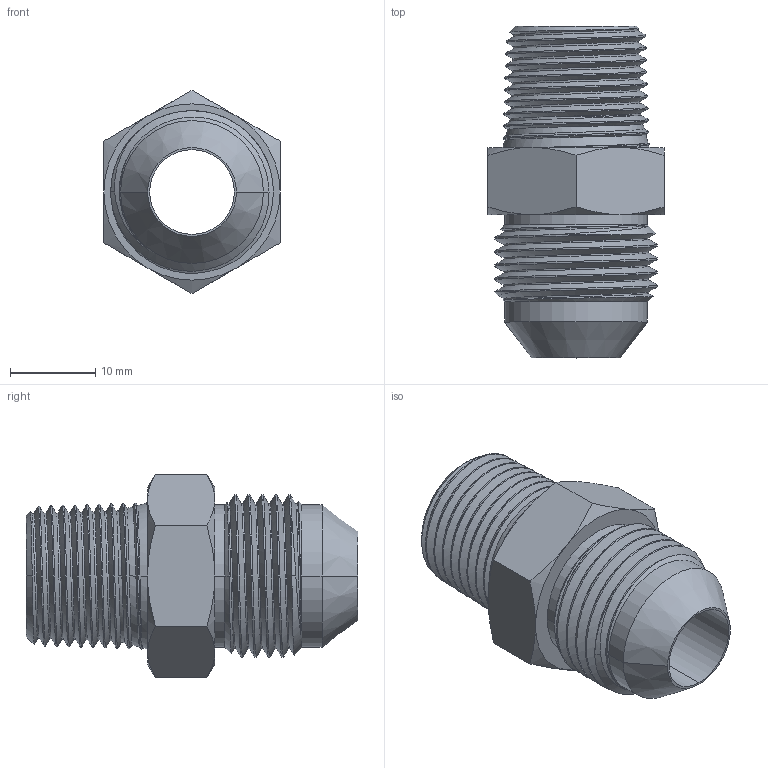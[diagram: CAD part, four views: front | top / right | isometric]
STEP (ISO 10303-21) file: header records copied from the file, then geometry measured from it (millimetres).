
FILE_DESCRIPTION(/* description */ (''),/* implementation_level */ '2;1');
FILE_NAME(/* name */ '2404-08-06.stp',/* time_stamp */ '2023-05-26T16:27:14-04:00',/* author */ ('esanner'),/* organization */ (''),/* preprocessor_version */ 'ST-DEVELOPER v19',/* originating_system */ 'AutoCAD Mechanical',/* authorisation */ '');
FILE_SCHEMA (('AUTOMOTIVE_DESIGN { 1 0 10303 214 3 1 1 }'));
Length unit declared in the file: millimetre
Products named in the file (1): Product
Bounding box: 20.64 x 38.86 x 23.83 mm (x, y, z)
Volume: 6370.6 mm3; surface area: 4528.4 mm2
Topology: 1 solids, 1 shells, 85 faces, 222 edges, 141 vertices
Faces by surface type: cone 49, cylinder 21, plane 10, bspline 5
Full cylindrical faces by diameter (mm): 16.988 x4
Entity records: 9125 total; most frequent: CARTESIAN_POINT 7294, ORIENTED_EDGE 444, DIRECTION 302, EDGE_CURVE 222, VERTEX_POINT 141, AXIS2_PLACEMENT_3D 121, EDGE_LOOP 89, FACE_OUTER_BOUND 85
